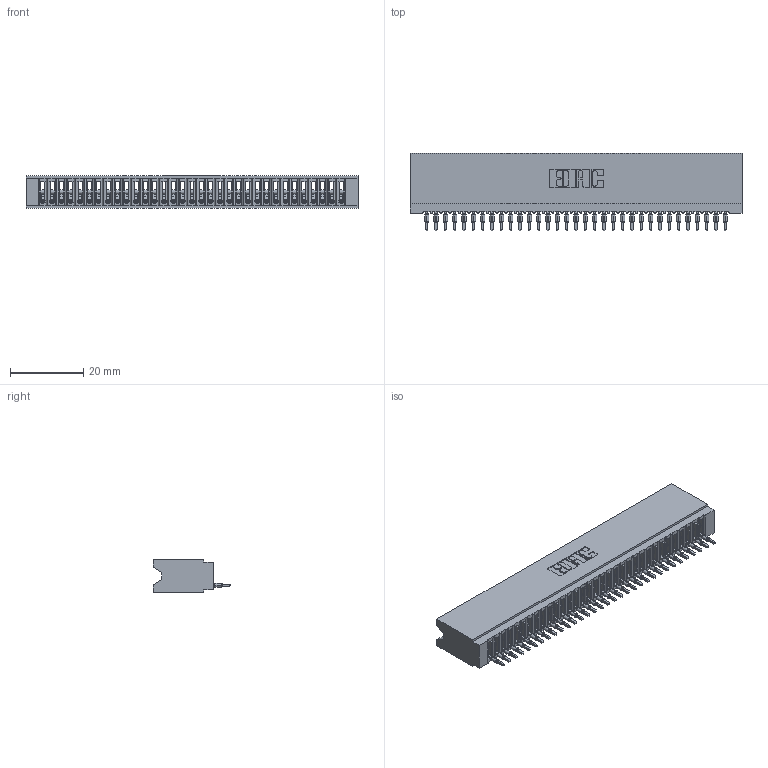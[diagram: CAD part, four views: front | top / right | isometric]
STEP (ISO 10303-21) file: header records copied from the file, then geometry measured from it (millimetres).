
FILE_DESCRIPTION (( 'STEP AP203' ), '1' );
FILE_NAME ('745-033-525-106.STEP', '2026-02-25T18:06:01', ( '' ), ( '' ), 'SwSTEP 2.0', 'SolidWorks 2023', '' );
FILE_SCHEMA (( 'CONFIG_CONTROL_DESIGN' ));
Length unit declared in the file: millimetre
Products named in the file (3): 745 Part_Insulator Option - 06; 745-292-001_525; 745-033-525-106
Assembly tree (34 placements, depth 2):
  745-033-525-106
    745 Part_Insulator Option - 06
    745-292-001_525  x33
Bounding box: 90.42 x 21.22 x 8.89 mm (x, y, z)
Volume: 7842.9 mm3; surface area: 14392.4 mm2
Topology: 34 solids, 34 shells, 3792 faces, 10424 edges, 6574 vertices
Faces by surface type: plane 2267, cylinder 667, bspline 660, torus 198
Entity records: 55749 total; most frequent: CARTESIAN_POINT 10325, ORIENTED_EDGE 9776, DIRECTION 8482, EDGE_CURVE 4888, VECTOR 4508, LINE 4508, VERTEX_POINT 3118, AXIS2_PLACEMENT_3D 1987
